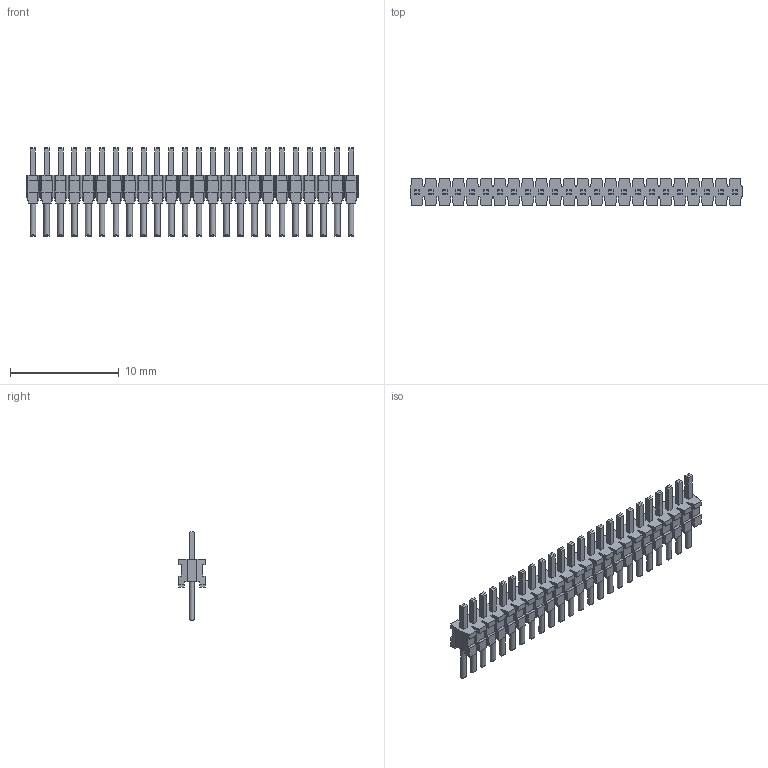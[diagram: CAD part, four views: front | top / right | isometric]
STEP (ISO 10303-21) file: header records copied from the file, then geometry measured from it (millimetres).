
FILE_DESCRIPTION(('FreeCAD Model'),'2;1');
FILE_NAME('Open CASCADE Shape Model','2025-01-08T14:02:00',(''),(''), 'Open CASCADE STEP processor 7.8','FreeCAD','Unknown');
FILE_SCHEMA(('AUTOMOTIVE_DESIGN { 1 0 10303 214 1 1 1 1 }'));
Length unit declared in the file: millimetre
Products named in the file (2): TMS-124-S_header; T-1M6-24-02-S
Bounding box: 30.48 x 2.44 x 8.13 mm (x, y, z)
Volume: 171.2 mm3; surface area: 920.2 mm2
Topology: 2 solids, 2 shells, 1029 faces, 3002 edges, 2000 vertices
Faces by surface type: plane 1005, cylinder 24
Full cylindrical faces by diameter (mm): 0.508 x24
Entity records: 33564 total; most frequent: CARTESIAN_POINT 6056, ORIENTED_EDGE 6004, DIRECTION 5182, EDGE_CURVE 3002, LINE 2834, VECTOR 2834, VERTEX_POINT 2000, AXIS2_PLACEMENT_3D 1174
